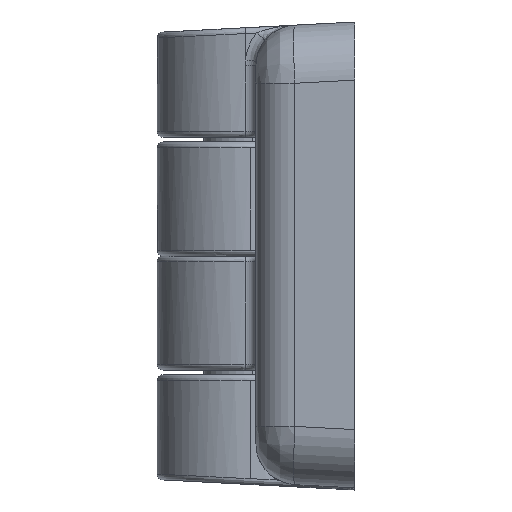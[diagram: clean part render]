
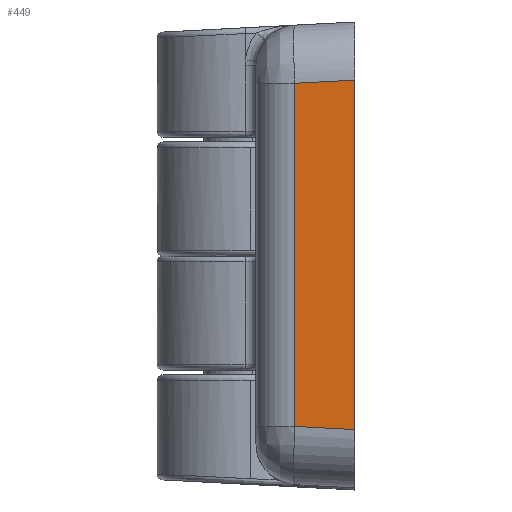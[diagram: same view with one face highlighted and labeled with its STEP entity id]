
A CAD part, left-side view. The second image highlights one B-rep face of the part: STEP entity #449.
In plain terms, the highlighted face is planar.
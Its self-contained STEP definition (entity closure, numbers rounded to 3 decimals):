
#35 = LINE ( 'NONE', #4927, #2580 ) ;
#136 = VECTOR ( 'NONE', #4869, 1000. ) ;
#150 = AXIS2_PLACEMENT_3D ( 'NONE', #7164, #3861, #8534 ) ;
#190 = VERTEX_POINT ( 'NONE', #8591 ) ;
#234 = LINE ( 'NONE', #7575, #136 ) ;
#449 = ADVANCED_FACE ( 'NONE', ( #1738 ), #7856, .T. ) ;
#474 = LINE ( 'NONE', #4045, #542 ) ;
#542 = VECTOR ( 'NONE', #4719, 1000. ) ;
#779 = CARTESIAN_POINT ( 'NONE',  ( 59.728, -3.817, -14.735 ) ) ;
#1222 = EDGE_CURVE ( 'NONE', #190, #4911, #474, .T. ) ;
#1388 = EDGE_CURVE ( 'NONE', #4911, #5085, #234, .T. ) ;
#1738 = FACE_OUTER_BOUND ( 'NONE', #2881, .T. ) ;
#2580 = VECTOR ( 'NONE', #2960, 1000. ) ;
#2881 = EDGE_LOOP ( 'NONE', ( #6520, #4525, #8186, #6007 ) ) ;
#2960 = DIRECTION ( 'NONE',  ( 0., 0., 1. ) ) ;
#3404 = EDGE_CURVE ( 'NONE', #6499, #190, #35, .T. ) ;
#3452 = DIRECTION ( 'NONE',  ( -0.052, 0.997, 0.052 ) ) ;
#3861 = DIRECTION ( 'NONE',  ( 0.999, 0.052, 0. ) ) ;
#4045 = CARTESIAN_POINT ( 'NONE',  ( 60.014, -9.26, 15.02 ) ) ;
#4153 = CARTESIAN_POINT ( 'NONE',  ( 59.904, -7.175, -14.911 ) ) ;
#4525 = ORIENTED_EDGE ( 'NONE', *, *, #3404, .T. ) ;
#4719 = DIRECTION ( 'NONE',  ( 0.052, -0.997, 0.052 ) ) ;
#4869 = DIRECTION ( 'NONE',  ( 0., 0., -1. ) ) ;
#4911 = VERTEX_POINT ( 'NONE', #6409 ) ;
#4927 = CARTESIAN_POINT ( 'NONE',  ( 59.728, -3.817, 20. ) ) ;
#4975 = VECTOR ( 'NONE', #3452, 1000. ) ;
#5085 = VERTEX_POINT ( 'NONE', #8036 ) ;
#5416 = LINE ( 'NONE', #4153, #4975 ) ;
#6007 = ORIENTED_EDGE ( 'NONE', *, *, #1388, .T. ) ;
#6409 = CARTESIAN_POINT ( 'NONE',  ( 60., -9., 15.007 ) ) ;
#6499 = VERTEX_POINT ( 'NONE', #779 ) ;
#6520 = ORIENTED_EDGE ( 'NONE', *, *, #7758, .T. ) ;
#7164 = CARTESIAN_POINT ( 'NONE',  ( 60., -9., 20. ) ) ;
#7575 = CARTESIAN_POINT ( 'NONE',  ( 60., -9., 20. ) ) ;
#7758 = EDGE_CURVE ( 'NONE', #5085, #6499, #5416, .T. ) ;
#7856 = PLANE ( 'NONE',  #150 ) ;
#8036 = CARTESIAN_POINT ( 'NONE',  ( 60., -9., -15.007 ) ) ;
#8186 = ORIENTED_EDGE ( 'NONE', *, *, #1222, .T. ) ;
#8534 = DIRECTION ( 'NONE',  ( -0.052, 0.999, 0. ) ) ;
#8591 = CARTESIAN_POINT ( 'NONE',  ( 59.728, -3.817, 14.735 ) ) ;
